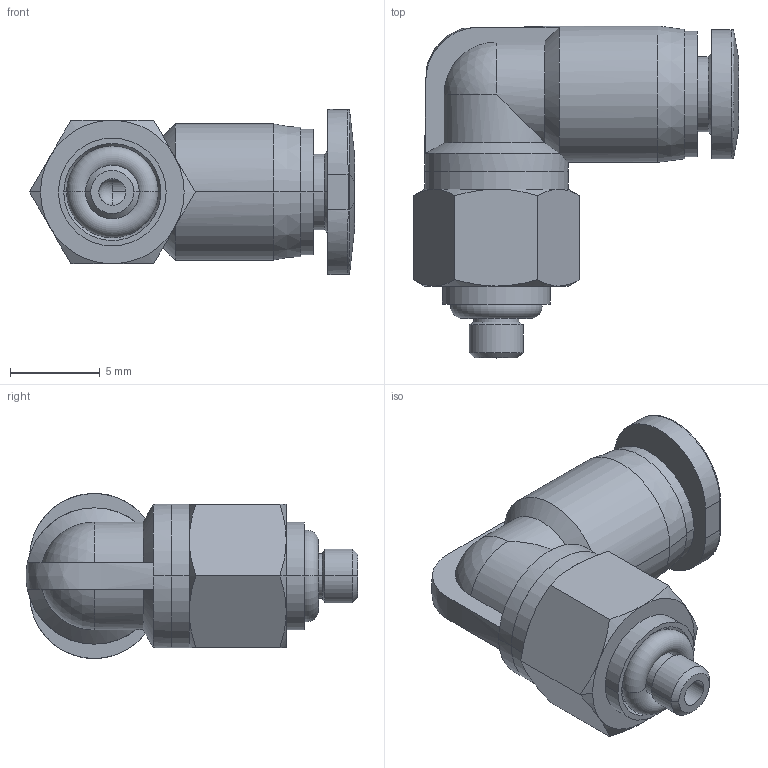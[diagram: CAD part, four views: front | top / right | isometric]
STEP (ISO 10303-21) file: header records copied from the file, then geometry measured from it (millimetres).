
FILE_DESCRIPTION (( 'STEP AP214' ), '1' );
FILE_NAME ('ME18-M3.step', '2019-07-30T13:18:39', ( '' ), ( '' ), 'SwSTEP 2.0', 'SolidWorks 2018', '' );
FILE_SCHEMA (( 'AUTOMOTIVE_DESIGN' ));
Length unit declared in the file: inch
Products named in the file (1): ME18-M3
Bounding box: 18.12 x 18.5 x 9.2 mm (x, y, z)
Volume: 973.2 mm3; surface area: 1092.8 mm2
Topology: 2 solids, 2 shells, 106 faces, 237 edges, 141 vertices
Faces by surface type: cylinder 32, cone 30, plane 22, bspline 13, torus 6, sphere 3
Entity records: 4939 total; most frequent: CARTESIAN_POINT 2687, ORIENTED_EDGE 472, DIRECTION 422, EDGE_CURVE 236, AXIS2_PLACEMENT_3D 180, VERTEX_POINT 141, EDGE_LOOP 117, ADVANCED_FACE 106
